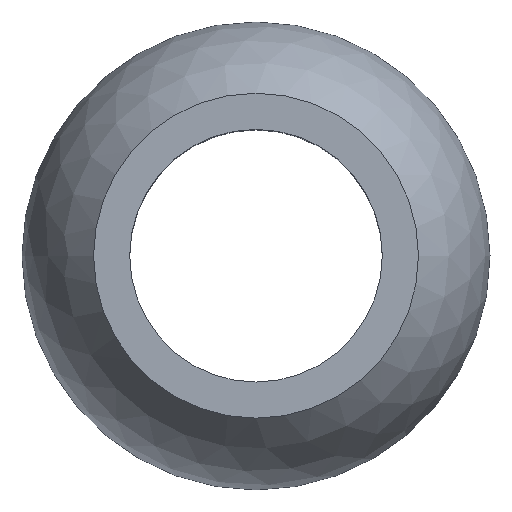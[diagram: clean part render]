
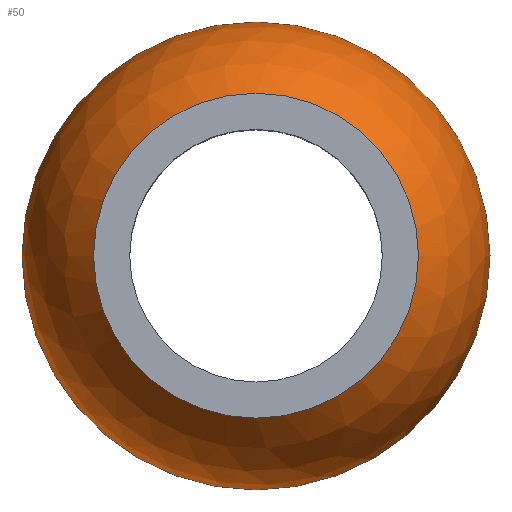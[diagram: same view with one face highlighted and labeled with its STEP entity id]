
A CAD part, top view. The second image highlights one B-rep face of the part: STEP entity #50.
In plain terms, the highlighted spherical face has radius 11.115 mm.
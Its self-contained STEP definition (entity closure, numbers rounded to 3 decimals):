
#1 = DIRECTION ( 'NONE',  ( -1., 0., 0. ) ) ;
#4 = ORIENTED_EDGE ( 'NONE', *, *, #257, .F. ) ;
#6 = AXIS2_PLACEMENT_3D ( 'NONE', #85, #8, #1 ) ;
#8 = DIRECTION ( 'NONE',  ( 0., 0., 1. ) ) ;
#10 = VERTEX_POINT ( 'NONE', #116 ) ;
#13 = CARTESIAN_POINT ( 'NONE',  ( 0., 0., 0. ) ) ;
#18 = CARTESIAN_POINT ( 'NONE',  ( 0., 0., 0. ) ) ;
#21 = CARTESIAN_POINT ( 'NONE',  ( 7.716, 0., 8. ) ) ;
#23 = CARTESIAN_POINT ( 'NONE',  ( -7.716, 0., 8. ) ) ;
#24 = CIRCLE ( 'NONE', #179, 7.716 ) ;
#44 = AXIS2_PLACEMENT_3D ( 'NONE', #13, #206, #199 ) ;
#45 = ORIENTED_EDGE ( 'NONE', *, *, #244, .F. ) ;
#50 = ADVANCED_FACE ( 'NONE', ( #197, #235 ), #136, .T. ) ;
#68 = EDGE_LOOP ( 'NONE', ( #230, #71 ) ) ;
#71 = ORIENTED_EDGE ( 'NONE', *, *, #214, .T. ) ;
#84 = DIRECTION ( 'NONE',  ( -1., 0., 0. ) ) ;
#85 = CARTESIAN_POINT ( 'NONE',  ( 0., 0., 8. ) ) ;
#93 = VERTEX_POINT ( 'NONE', #220 ) ;
#103 = DIRECTION ( 'NONE',  ( 1., 0., 0. ) ) ;
#111 = AXIS2_PLACEMENT_3D ( 'NONE', #225, #124, #103 ) ;
#116 = CARTESIAN_POINT ( 'NONE',  ( 0., 11.115, 0. ) ) ;
#124 = DIRECTION ( 'NONE',  ( 0., 0., 1. ) ) ;
#134 = CIRCLE ( 'NONE', #6, 7.716 ) ;
#136 = SPHERICAL_SURFACE ( 'NONE', #221, 11.115 ) ;
#142 = DIRECTION ( 'NONE',  ( 0., 0., 1. ) ) ;
#153 = EDGE_CURVE ( 'NONE', #10, #93, #181, .T. ) ;
#175 = DIRECTION ( 'NONE',  ( -1., 0., 0. ) ) ;
#179 = AXIS2_PLACEMENT_3D ( 'NONE', #246, #142, #84 ) ;
#180 = DIRECTION ( 'NONE',  ( 0., 0., -1. ) ) ;
#181 = CIRCLE ( 'NONE', #44, 11.115 ) ;
#196 = VERTEX_POINT ( 'NONE', #21 ) ;
#197 = FACE_OUTER_BOUND ( 'NONE', #68, .T. ) ;
#199 = DIRECTION ( 'NONE',  ( -1., 0., 0. ) ) ;
#206 = DIRECTION ( 'NONE',  ( 0., 0., -1. ) ) ;
#214 = EDGE_CURVE ( 'NONE', #10, #93, #224, .T. ) ;
#216 = EDGE_LOOP ( 'NONE', ( #4, #45 ) ) ;
#220 = CARTESIAN_POINT ( 'NONE',  ( 0., -11.115, 0. ) ) ;
#221 = AXIS2_PLACEMENT_3D ( 'NONE', #18, #180, #175 ) ;
#224 = CIRCLE ( 'NONE', #111, 11.115 ) ;
#225 = CARTESIAN_POINT ( 'NONE',  ( 0., 0., 0. ) ) ;
#230 = ORIENTED_EDGE ( 'NONE', *, *, #153, .F. ) ;
#235 = FACE_BOUND ( 'NONE', #216, .T. ) ;
#244 = EDGE_CURVE ( 'NONE', #196, #251, #24, .T. ) ;
#246 = CARTESIAN_POINT ( 'NONE',  ( 0., 0., 8. ) ) ;
#251 = VERTEX_POINT ( 'NONE', #23 ) ;
#257 = EDGE_CURVE ( 'NONE', #251, #196, #134, .T. ) ;
